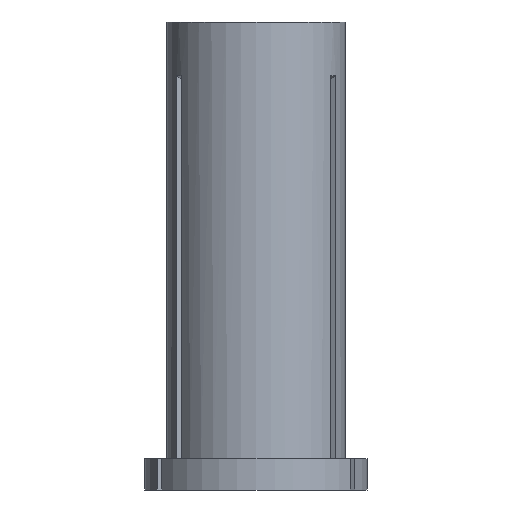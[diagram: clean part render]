
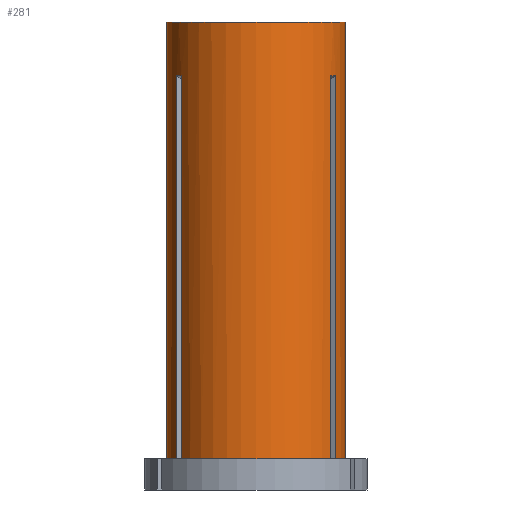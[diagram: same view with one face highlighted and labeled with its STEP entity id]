
A CAD part, front view. The second image highlights one B-rep face of the part: STEP entity #281.
In plain terms, the highlighted cylindrical face has radius 10 mm (diameter 20 mm), a partial arc.
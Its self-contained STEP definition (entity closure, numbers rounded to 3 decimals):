
#5 = AXIS2_PLACEMENT_3D ( 'NONE', #831, #319, #924 ) ;
#15 = DIRECTION ( 'NONE',  ( 1., 0., 0. ) ) ;
#32 = ORIENTED_EDGE ( 'NONE', *, *, #928, .T. ) ;
#36 = CARTESIAN_POINT ( 'NONE',  ( -8.899, -4.561, -6.008 ) ) ;
#51 = B_SPLINE_CURVE_WITH_KNOTS ( 'NONE', 3,
 ( #849, #144, #245, #854, #335 ),
 .UNSPECIFIED., .F., .F.,
 ( 4, 1, 4 ),
 ( 0.065, 0.065, 0.066 ),
 .UNSPECIFIED. ) ;
#80 = CARTESIAN_POINT ( 'NONE',  ( 8.899, -4.561, 0. ) ) ;
#91 = CARTESIAN_POINT ( 'NONE',  ( 8.399, -5.427, -49. ) ) ;
#100 = ORIENTED_EDGE ( 'NONE', *, *, #1049, .T. ) ;
#101 = CARTESIAN_POINT ( 'NONE',  ( 10., 0., 0. ) ) ;
#109 = LINE ( 'NONE', #287, #996 ) ;
#127 = AXIS2_PLACEMENT_3D ( 'NONE', #251, #858, #341 ) ;
#128 = CARTESIAN_POINT ( 'NONE',  ( -8.824, -4.708, -6.003 ) ) ;
#144 = CARTESIAN_POINT ( 'NONE',  ( 8.49, -5.287, -6.003 ) ) ;
#147 = ORIENTED_EDGE ( 'NONE', *, *, #546, .T. ) ;
#150 = CARTESIAN_POINT ( 'NONE',  ( 8.399, -5.427, 0. ) ) ;
#153 = CARTESIAN_POINT ( 'NONE',  ( -8.399, -5.427, 0. ) ) ;
#165 = DIRECTION ( 'NONE',  ( 0., 0., 1. ) ) ;
#188 = ORIENTED_EDGE ( 'NONE', *, *, #637, .F. ) ;
#207 = VECTOR ( 'NONE', #433, 1000. ) ;
#214 = VERTEX_POINT ( 'NONE', #352 ) ;
#216 = AXIS2_PLACEMENT_3D ( 'NONE', #807, #633, #718 ) ;
#229 = CARTESIAN_POINT ( 'NONE',  ( -8.577, -5.144, -6. ) ) ;
#233 = CIRCLE ( 'NONE', #127, 10. ) ;
#239 = DIRECTION ( 'NONE',  ( 0., 0., 1. ) ) ;
#245 = CARTESIAN_POINT ( 'NONE',  ( 8.663, -5.003, -5.997 ) ) ;
#251 = CARTESIAN_POINT ( 'NONE',  ( 0., 0., 0. ) ) ;
#261 = VERTEX_POINT ( 'NONE', #528 ) ;
#269 = VECTOR ( 'NONE', #239, 1000. ) ;
#281 = ADVANCED_FACE ( 'NONE', ( #1127 ), #867, .T. ) ;
#282 = CIRCLE ( 'NONE', #5, 10. ) ;
#287 = CARTESIAN_POINT ( 'NONE',  ( -10., 0., 0. ) ) ;
#297 = LINE ( 'NONE', #680, #269 ) ;
#301 = VERTEX_POINT ( 'NONE', #616 ) ;
#307 = CARTESIAN_POINT ( 'NONE',  ( -8.899, -4.561, 0. ) ) ;
#319 = DIRECTION ( 'NONE',  ( 0., 0., 1. ) ) ;
#321 = CARTESIAN_POINT ( 'NONE',  ( -8.399, -5.427, -6.008 ) ) ;
#335 = CARTESIAN_POINT ( 'NONE',  ( 8.899, -4.561, -6.008 ) ) ;
#339 = EDGE_CURVE ( 'NONE', #301, #362, #648, .T. ) ;
#341 = DIRECTION ( 'NONE',  ( 1., 0., 0. ) ) ;
#352 = CARTESIAN_POINT ( 'NONE',  ( 10., 0., -49. ) ) ;
#361 = DIRECTION ( 'NONE',  ( 0., 0., 1. ) ) ;
#362 = VERTEX_POINT ( 'NONE', #452 ) ;
#370 = CARTESIAN_POINT ( 'NONE',  ( 8.399, -5.427, -6.008 ) ) ;
#377 = VERTEX_POINT ( 'NONE', #960 ) ;
#393 = ORIENTED_EDGE ( 'NONE', *, *, #963, .T. ) ;
#401 = DIRECTION ( 'NONE',  ( 0., 0., 1. ) ) ;
#413 = ORIENTED_EDGE ( 'NONE', *, *, #808, .F. ) ;
#415 = ORIENTED_EDGE ( 'NONE', *, *, #912, .T. ) ;
#433 = DIRECTION ( 'NONE',  ( 0., 0., 1. ) ) ;
#437 = AXIS2_PLACEMENT_3D ( 'NONE', #1062, #543, #15 ) ;
#452 = CARTESIAN_POINT ( 'NONE',  ( 8.899, -4.561, -6.008 ) ) ;
#456 = CARTESIAN_POINT ( 'NONE',  ( -10., 0., -49. ) ) ;
#457 = LINE ( 'NONE', #150, #207 ) ;
#472 = VERTEX_POINT ( 'NONE', #370 ) ;
#479 = AXIS2_PLACEMENT_3D ( 'NONE', #781, #165, #1129 ) ;
#498 = CARTESIAN_POINT ( 'NONE',  ( -8.899, -4.561, -6.008 ) ) ;
#510 = ORIENTED_EDGE ( 'NONE', *, *, #1107, .T. ) ;
#511 = CARTESIAN_POINT ( 'NONE',  ( -8.399, -5.427, -49. ) ) ;
#528 = CARTESIAN_POINT ( 'NONE',  ( -8.899, -4.561, -49. ) ) ;
#543 = DIRECTION ( 'NONE',  ( 0., 0., 1. ) ) ;
#546 = EDGE_CURVE ( 'NONE', #301, #214, #835, .T. ) ;
#549 = ORIENTED_EDGE ( 'NONE', *, *, #951, .F. ) ;
#569 = LINE ( 'NONE', #307, #774 ) ;
#574 = ORIENTED_EDGE ( 'NONE', *, *, #869, .T. ) ;
#586 = B_SPLINE_CURVE_WITH_KNOTS ( 'NONE', 3,
 ( #498, #128, #756, #229, #837, #321 ),
 .UNSPECIFIED., .F., .F.,
 ( 4, 2, 4 ),
 ( 0.059, 0.06, 0.06 ),
 .UNSPECIFIED. ) ;
#587 = CARTESIAN_POINT ( 'NONE',  ( -8.399, -5.427, -6.008 ) ) ;
#616 = CARTESIAN_POINT ( 'NONE',  ( 8.899, -4.561, -49. ) ) ;
#628 = DIRECTION ( 'NONE',  ( 0., 0., 1. ) ) ;
#632 = VERTEX_POINT ( 'NONE', #101 ) ;
#633 = DIRECTION ( 'NONE',  ( 0., 0., 1. ) ) ;
#637 = EDGE_CURVE ( 'NONE', #728, #377, #109, .T. ) ;
#639 = DIRECTION ( 'NONE',  ( 0., 0., 1. ) ) ;
#648 = LINE ( 'NONE', #80, #1097 ) ;
#680 = CARTESIAN_POINT ( 'NONE',  ( 10., 0., 0. ) ) ;
#718 = DIRECTION ( 'NONE',  ( 1., 0., 0. ) ) ;
#720 = VECTOR ( 'NONE', #628, 1000. ) ;
#722 = ORIENTED_EDGE ( 'NONE', *, *, #1083, .T. ) ;
#728 = VERTEX_POINT ( 'NONE', #456 ) ;
#756 = CARTESIAN_POINT ( 'NONE',  ( -8.744, -4.854, -6. ) ) ;
#774 = VECTOR ( 'NONE', #401, 1000. ) ;
#781 = CARTESIAN_POINT ( 'NONE',  ( 0., 0., 0. ) ) ;
#807 = CARTESIAN_POINT ( 'NONE',  ( 0., 0., -49. ) ) ;
#808 = EDGE_CURVE ( 'NONE', #923, #902, #953, .T. ) ;
#824 = VERTEX_POINT ( 'NONE', #91 ) ;
#825 = ORIENTED_EDGE ( 'NONE', *, *, #339, .F. ) ;
#831 = CARTESIAN_POINT ( 'NONE',  ( 0., 0., -49. ) ) ;
#835 = CIRCLE ( 'NONE', #437, 10. ) ;
#837 = CARTESIAN_POINT ( 'NONE',  ( -8.49, -5.287, -6.003 ) ) ;
#849 = CARTESIAN_POINT ( 'NONE',  ( 8.399, -5.427, -6.008 ) ) ;
#854 = CARTESIAN_POINT ( 'NONE',  ( 8.823, -4.71, -6.003 ) ) ;
#858 = DIRECTION ( 'NONE',  ( 0., 0., 1. ) ) ;
#867 = CYLINDRICAL_SURFACE ( 'NONE', #479, 10. ) ;
#869 = EDGE_CURVE ( 'NONE', #923, #824, #1075, .T. ) ;
#902 = VERTEX_POINT ( 'NONE', #587 ) ;
#912 = EDGE_CURVE ( 'NONE', #214, #632, #297, .T. ) ;
#923 = VERTEX_POINT ( 'NONE', #511 ) ;
#924 = DIRECTION ( 'NONE',  ( 1., 0., 0. ) ) ;
#928 = EDGE_CURVE ( 'NONE', #472, #362, #51, .T. ) ;
#951 = EDGE_CURVE ( 'NONE', #377, #632, #233, .T. ) ;
#953 = LINE ( 'NONE', #153, #720 ) ;
#960 = CARTESIAN_POINT ( 'NONE',  ( -10., 0., 0. ) ) ;
#963 = EDGE_CURVE ( 'NONE', #824, #472, #457, .T. ) ;
#988 = EDGE_LOOP ( 'NONE', ( #188, #722, #100, #510, #413, #574, #393, #32, #825, #147, #415, #549 ) ) ;
#996 = VECTOR ( 'NONE', #639, 1000. ) ;
#1049 = EDGE_CURVE ( 'NONE', #261, #1055, #569, .T. ) ;
#1055 = VERTEX_POINT ( 'NONE', #36 ) ;
#1062 = CARTESIAN_POINT ( 'NONE',  ( 0., 0., -49. ) ) ;
#1075 = CIRCLE ( 'NONE', #216, 10. ) ;
#1083 = EDGE_CURVE ( 'NONE', #728, #261, #282, .T. ) ;
#1097 = VECTOR ( 'NONE', #361, 1000. ) ;
#1107 = EDGE_CURVE ( 'NONE', #1055, #902, #586, .T. ) ;
#1127 = FACE_OUTER_BOUND ( 'NONE', #988, .T. ) ;
#1129 = DIRECTION ( 'NONE',  ( 1., 0., 0. ) ) ;
